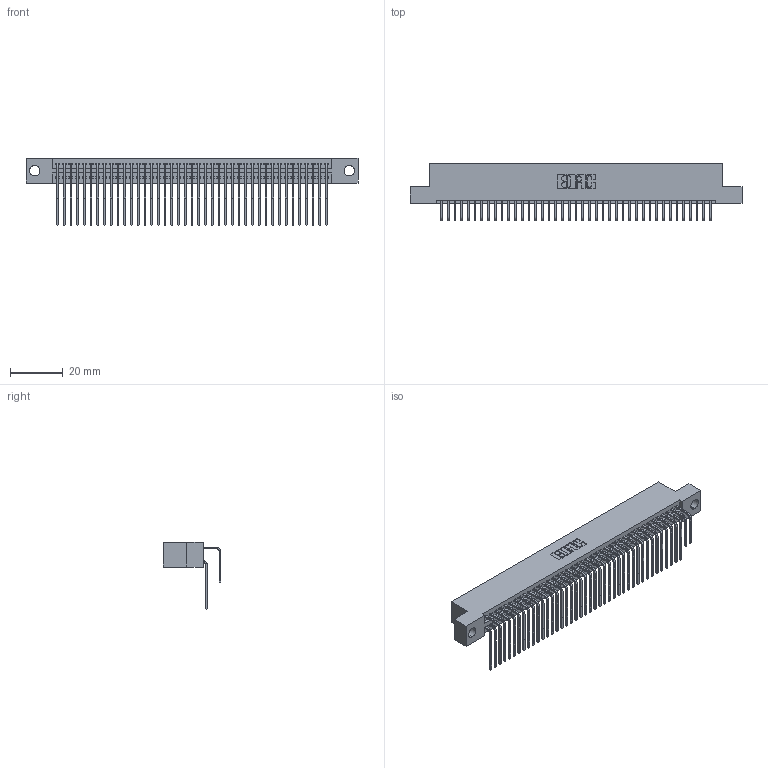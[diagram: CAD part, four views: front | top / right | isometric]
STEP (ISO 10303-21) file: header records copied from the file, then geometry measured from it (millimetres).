
FILE_DESCRIPTION (( 'STEP AP203' ), '1' );
FILE_NAME ('345-082-558-204.STEP', '2018-10-03T23:22:09', ( '' ), ( '' ), 'SwSTEP 2.0', 'SolidWorks 2016', '' );
FILE_SCHEMA (( 'CONFIG_CONTROL_DESIGN' ));
Length unit declared in the file: inch
Products named in the file (4): 345-292-001_558 Tail - 2; 345-292-001_558 559 Tail - 1; 345-082-558-204; 345 Part_Flush Mounting Lugs - 0.156 Dia-TH
Assembly tree (83 placements, depth 2):
  345-082-558-204
    345 Part_Flush Mounting Lugs - 0.156 Dia-TH
    345-292-001_558 559 Tail - 1  x41
    345-292-001_558 Tail - 2  x41
Bounding box: 125.35 x 21.83 x 25.53 mm (x, y, z)
Volume: 12552.4 mm3; surface area: 20574.8 mm2
Topology: 83 solids, 83 shells, 4390 faces, 13051 edges, 8590 vertices
Faces by surface type: plane 2950, cylinder 1440
Entity records: 33959 total; most frequent: CARTESIAN_POINT 5739, ORIENTED_EDGE 5622, DIRECTION 5035, EDGE_CURVE 2811, VECTOR 2475, LINE 2475, VERTEX_POINT 1870, AXIS2_PLACEMENT_3D 1280
